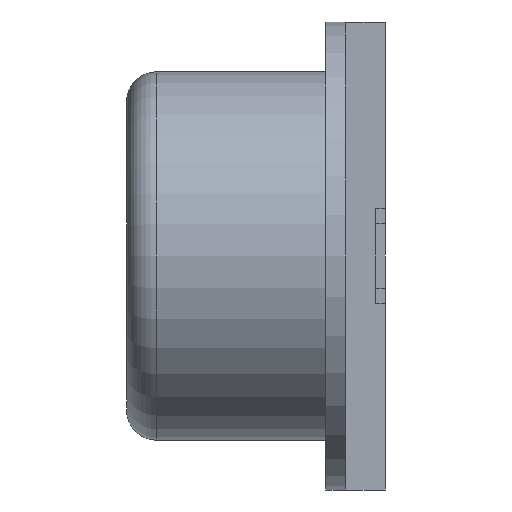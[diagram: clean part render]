
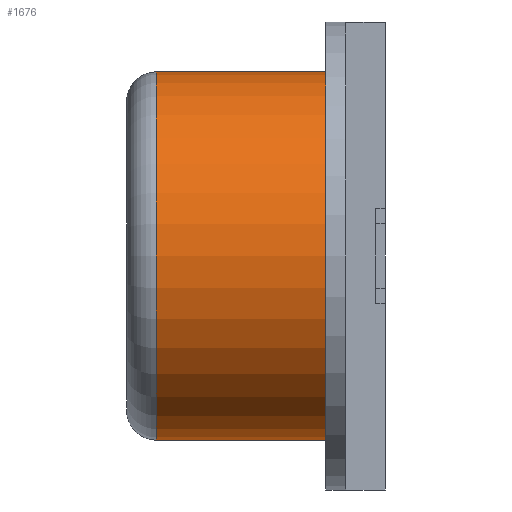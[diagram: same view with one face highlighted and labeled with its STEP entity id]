
A CAD part, left-side view. The second image highlights one B-rep face of the part: STEP entity #1676.
In plain terms, the highlighted cylindrical face has radius 1.85 mm (diameter 3.7 mm), a partial arc.
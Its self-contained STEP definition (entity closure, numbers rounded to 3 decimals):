
#55 = DIRECTION ( 'NONE',  ( 0., 1., 0. ) ) ;
#113 = VERTEX_POINT ( 'NONE', #1728 ) ;
#145 = EDGE_LOOP ( 'NONE', ( #842, #1466, #340, #1247 ) ) ;
#190 = VECTOR ( 'NONE', #836, 1000. ) ;
#241 = FACE_OUTER_BOUND ( 'NONE', #145, .T. ) ;
#288 = CARTESIAN_POINT ( 'NONE',  ( -3.15, 0.6, 0. ) ) ;
#298 = AXIS2_PLACEMENT_3D ( 'NONE', #1397, #1154, #1522 ) ;
#340 = ORIENTED_EDGE ( 'NONE', *, *, #433, .T. ) ;
#375 = DIRECTION ( 'NONE',  ( 0., -1., 0. ) ) ;
#416 = CIRCLE ( 'NONE', #1061, 1.85 ) ;
#433 = EDGE_CURVE ( 'NONE', #113, #1677, #1086, .T. ) ;
#462 = CARTESIAN_POINT ( 'NONE',  ( -3.15, 2.3, 1.85 ) ) ;
#652 = CARTESIAN_POINT ( 'NONE',  ( -3.15, 2.6, 0. ) ) ;
#676 = VERTEX_POINT ( 'NONE', #1557 ) ;
#836 = DIRECTION ( 'NONE',  ( 0., -1., 0. ) ) ;
#842 = ORIENTED_EDGE ( 'NONE', *, *, #986, .F. ) ;
#895 = CARTESIAN_POINT ( 'NONE',  ( -3.15, 0.6, -1.85 ) ) ;
#912 = EDGE_CURVE ( 'NONE', #1670, #113, #1544, .T. ) ;
#955 = AXIS2_PLACEMENT_3D ( 'NONE', #652, #1181, #1547 ) ;
#986 = EDGE_CURVE ( 'NONE', #1670, #676, #1580, .T. ) ;
#1050 = CARTESIAN_POINT ( 'NONE',  ( -3.15, 2.6, 1.85 ) ) ;
#1061 = AXIS2_PLACEMENT_3D ( 'NONE', #288, #55, #1501 ) ;
#1086 = LINE ( 'NONE', #1232, #190 ) ;
#1154 = DIRECTION ( 'NONE',  ( 0., -1., 0. ) ) ;
#1181 = DIRECTION ( 'NONE',  ( 0., -1., 0. ) ) ;
#1232 = CARTESIAN_POINT ( 'NONE',  ( -3.15, 2.6, -1.85 ) ) ;
#1247 = ORIENTED_EDGE ( 'NONE', *, *, #1503, .T. ) ;
#1397 = CARTESIAN_POINT ( 'NONE',  ( -3.15, 2.3, 0. ) ) ;
#1466 = ORIENTED_EDGE ( 'NONE', *, *, #912, .T. ) ;
#1501 = DIRECTION ( 'NONE',  ( 0., 0., 1. ) ) ;
#1503 = EDGE_CURVE ( 'NONE', #1677, #676, #416, .T. ) ;
#1522 = DIRECTION ( 'NONE',  ( 0., 0., 1. ) ) ;
#1544 = CIRCLE ( 'NONE', #298, 1.85 ) ;
#1547 = DIRECTION ( 'NONE',  ( 0., 0., -1. ) ) ;
#1557 = CARTESIAN_POINT ( 'NONE',  ( -3.15, 0.6, 1.85 ) ) ;
#1580 = LINE ( 'NONE', #1050, #1636 ) ;
#1636 = VECTOR ( 'NONE', #375, 1000. ) ;
#1670 = VERTEX_POINT ( 'NONE', #462 ) ;
#1676 = ADVANCED_FACE ( 'NONE', ( #241 ), #1679, .T. ) ;
#1677 = VERTEX_POINT ( 'NONE', #895 ) ;
#1679 = CYLINDRICAL_SURFACE ( 'NONE', #955, 1.85 ) ;
#1728 = CARTESIAN_POINT ( 'NONE',  ( -3.15, 2.3, -1.85 ) ) ;
